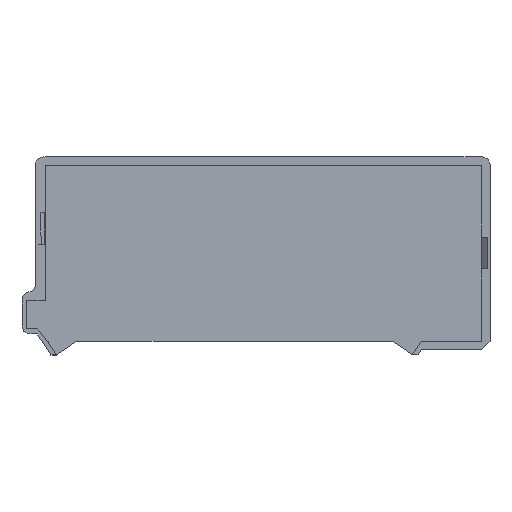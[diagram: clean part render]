
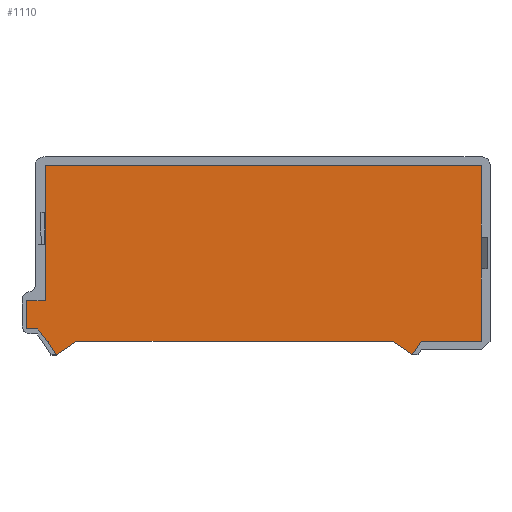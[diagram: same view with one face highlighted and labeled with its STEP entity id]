
A CAD part, top view. The second image highlights one B-rep face of the part: STEP entity #1110.
In plain terms, the highlighted planar face has unit normal (0, 0, 1).
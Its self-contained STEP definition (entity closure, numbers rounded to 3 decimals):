
#49=FACE_OUTER_BOUND('',#107,.T.);
#107=EDGE_LOOP('',(#845,#846,#847,#848,#849,#850,#851,#852,#853,#854,#855,
#856,#857,#858,#859,#860));
#234=LINE('',#1708,#386);
#235=LINE('',#1711,#387);
#237=LINE('',#1716,#389);
#238=LINE('',#1718,#390);
#239=LINE('',#1720,#391);
#240=LINE('',#1722,#392);
#241=LINE('',#1724,#393);
#242=LINE('',#1726,#394);
#243=LINE('',#1728,#395);
#244=LINE('',#1730,#396);
#245=LINE('',#1732,#397);
#246=LINE('',#1734,#398);
#247=LINE('',#1735,#399);
#248=LINE('',#1737,#400);
#249=LINE('',#1738,#401);
#250=LINE('',#1739,#402);
#386=VECTOR('',#1365,10.);
#387=VECTOR('',#1368,10.);
#389=VECTOR('',#1372,10.);
#390=VECTOR('',#1373,10.);
#391=VECTOR('',#1374,10.);
#392=VECTOR('',#1375,10.);
#393=VECTOR('',#1376,10.);
#394=VECTOR('',#1377,10.);
#395=VECTOR('',#1378,10.);
#396=VECTOR('',#1379,10.);
#397=VECTOR('',#1380,10.);
#398=VECTOR('',#1381,10.);
#399=VECTOR('',#1382,10.);
#400=VECTOR('',#1383,10.);
#401=VECTOR('',#1384,10.);
#402=VECTOR('',#1385,10.);
#534=VERTEX_POINT('',#1704);
#535=VERTEX_POINT('',#1706);
#536=VERTEX_POINT('',#1710);
#537=VERTEX_POINT('',#1714);
#538=VERTEX_POINT('',#1715);
#539=VERTEX_POINT('',#1717);
#540=VERTEX_POINT('',#1719);
#541=VERTEX_POINT('',#1721);
#542=VERTEX_POINT('',#1723);
#543=VERTEX_POINT('',#1725);
#544=VERTEX_POINT('',#1727);
#545=VERTEX_POINT('',#1729);
#546=VERTEX_POINT('',#1731);
#547=VERTEX_POINT('',#1733);
#548=VERTEX_POINT('',#1736);
#655=EDGE_CURVE('',#535,#534,#234,.T.);
#656=EDGE_CURVE('',#534,#536,#235,.T.);
#658=EDGE_CURVE('',#537,#538,#237,.T.);
#659=EDGE_CURVE('',#539,#537,#238,.T.);
#660=EDGE_CURVE('',#540,#539,#239,.T.);
#661=EDGE_CURVE('',#541,#540,#240,.T.);
#662=EDGE_CURVE('',#542,#541,#241,.T.);
#663=EDGE_CURVE('',#543,#542,#242,.T.);
#664=EDGE_CURVE('',#544,#543,#243,.T.);
#665=EDGE_CURVE('',#545,#544,#244,.T.);
#666=EDGE_CURVE('',#545,#546,#245,.T.);
#667=EDGE_CURVE('',#547,#546,#246,.T.);
#668=EDGE_CURVE('',#545,#547,#247,.T.);
#669=EDGE_CURVE('',#548,#545,#248,.T.);
#670=EDGE_CURVE('',#548,#536,#249,.T.);
#671=EDGE_CURVE('',#538,#535,#250,.T.);
#845=ORIENTED_EDGE('',*,*,#658,.F.);
#846=ORIENTED_EDGE('',*,*,#659,.F.);
#847=ORIENTED_EDGE('',*,*,#660,.F.);
#848=ORIENTED_EDGE('',*,*,#661,.F.);
#849=ORIENTED_EDGE('',*,*,#662,.F.);
#850=ORIENTED_EDGE('',*,*,#663,.F.);
#851=ORIENTED_EDGE('',*,*,#664,.F.);
#852=ORIENTED_EDGE('',*,*,#665,.F.);
#853=ORIENTED_EDGE('',*,*,#666,.T.);
#854=ORIENTED_EDGE('',*,*,#667,.F.);
#855=ORIENTED_EDGE('',*,*,#668,.F.);
#856=ORIENTED_EDGE('',*,*,#669,.F.);
#857=ORIENTED_EDGE('',*,*,#670,.T.);
#858=ORIENTED_EDGE('',*,*,#656,.F.);
#859=ORIENTED_EDGE('',*,*,#655,.F.);
#860=ORIENTED_EDGE('',*,*,#671,.F.);
#1057=PLANE('',#1189);
#1110=ADVANCED_FACE('',(#49),#1057,.T.);
#1189=AXIS2_PLACEMENT_3D('',#1713,#1370,#1371);
#1365=DIRECTION('',(-0.829,0.559,0.));
#1368=DIRECTION('',(-1.,0.,0.));
#1370=DIRECTION('center_axis',(0.,0.,1.));
#1371=DIRECTION('ref_axis',(-1.,0.,0.));
#1372=DIRECTION('',(-1.,0.,0.));
#1373=DIRECTION('',(0.,-1.,0.));
#1374=DIRECTION('',(1.,0.,0.));
#1375=DIRECTION('',(0.,1.,0.));
#1376=DIRECTION('',(1.,0.,0.));
#1377=DIRECTION('',(0.,1.,0.));
#1378=DIRECTION('',(-1.,0.,0.));
#1379=DIRECTION('',(-0.593,0.805,0.));
#1380=DIRECTION('',(0.805,0.593,0.));
#1381=DIRECTION('',(-1.,0.,0.));
#1382=DIRECTION('',(0.832,0.555,0.));
#1383=DIRECTION('',(-0.555,0.832,0.));
#1384=DIRECTION('',(0.832,0.555,0.));
#1385=DIRECTION('',(-0.559,-0.829,0.));
#1704=CARTESIAN_POINT('',(17.129,47.35,-17.8));
#1706=CARTESIAN_POINT('',(20.894,44.809,-17.8));
#1708=CARTESIAN_POINT('',(20.894,44.809,-17.8));
#1710=CARTESIAN_POINT('',(-42.193,47.35,-17.8));
#1711=CARTESIAN_POINT('',(8.678,47.35,-17.8));
#1713=CARTESIAN_POINT('Origin',(33.912,80.37,-17.8));
#1714=CARTESIAN_POINT('',(33.912,47.35,-17.8));
#1715=CARTESIAN_POINT('',(22.609,47.35,-17.8));
#1716=CARTESIAN_POINT('',(28.261,47.35,-17.8));
#1717=CARTESIAN_POINT('',(33.912,80.37,-17.8));
#1718=CARTESIAN_POINT('',(33.912,63.86,-17.8));
#1719=CARTESIAN_POINT('',(-48.13,80.37,-17.8));
#1720=CARTESIAN_POINT('',(33.912,80.37,-17.8));
#1721=CARTESIAN_POINT('',(-48.13,54.97,-17.8));
#1722=CARTESIAN_POINT('',(-48.13,81.185,-17.8));
#1723=CARTESIAN_POINT('',(-51.686,54.97,-17.8));
#1724=CARTESIAN_POINT('',(-49.908,54.97,-17.8));
#1725=CARTESIAN_POINT('',(-51.686,49.636,-17.8));
#1726=CARTESIAN_POINT('',(-51.686,54.97,-17.8));
#1727=CARTESIAN_POINT('',(-49.527,49.636,-17.8));
#1728=CARTESIAN_POINT('',(-51.686,49.636,-17.8));
#1729=CARTESIAN_POINT('',(-47.749,47.223,-17.8));
#1730=CARTESIAN_POINT('',(-49.527,49.636,-17.8));
#1731=CARTESIAN_POINT('',(-47.577,47.35,-17.8));
#1732=CARTESIAN_POINT('',(-47.749,47.223,-17.8));
#1733=CARTESIAN_POINT('',(-47.559,47.35,-17.8));
#1734=CARTESIAN_POINT('',(8.678,47.35,-17.8));
#1735=CARTESIAN_POINT('',(-47.749,47.223,-17.8));
#1736=CARTESIAN_POINT('',(-46.098,44.747,-17.8));
#1737=CARTESIAN_POINT('',(-47.749,47.223,-17.8));
#1738=CARTESIAN_POINT('',(-46.098,44.747,-17.8));
#1739=CARTESIAN_POINT('',(20.894,44.809,-17.8));
